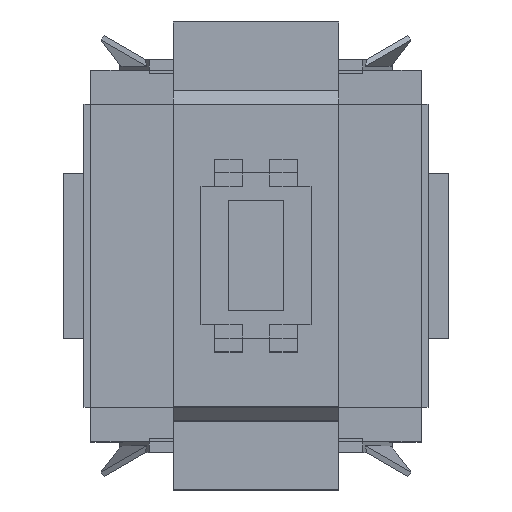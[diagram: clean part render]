
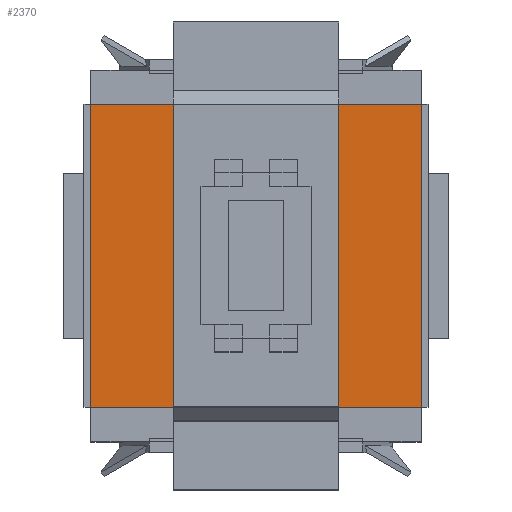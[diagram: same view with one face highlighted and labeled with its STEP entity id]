
A CAD part, top view. The second image highlights one B-rep face of the part: STEP entity #2370.
In plain terms, the highlighted planar face has unit normal (0, 0, 1).
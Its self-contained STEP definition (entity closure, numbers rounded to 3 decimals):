
#2004 = VERTEX_POINT('',#2005);
#2005 = CARTESIAN_POINT('',(-6.,-5.5,6.5));
#2011 = EDGE_CURVE('',#2004,#2012,#2014,.T.);
#2012 = VERTEX_POINT('',#2013);
#2013 = CARTESIAN_POINT('',(6.,-5.5,6.5));
#2014 = LINE('',#2015,#2016);
#2015 = CARTESIAN_POINT('',(-6.,-5.5,6.5));
#2016 = VECTOR('',#2017,1.);
#2017 = DIRECTION('',(1.,0.,0.));
#2353 = VERTEX_POINT('',#2354);
#2354 = CARTESIAN_POINT('',(6.,5.5,6.5));
#2360 = EDGE_CURVE('',#2012,#2353,#2361,.T.);
#2361 = LINE('',#2362,#2363);
#2362 = CARTESIAN_POINT('',(6.,-5.5,6.5));
#2363 = VECTOR('',#2364,1.);
#2364 = DIRECTION('',(0.,1.,0.));
#2370 = ADVANCED_FACE('',(#2371,#2389),#2423,.T.);
#2371 = FACE_BOUND('',#2372,.T.);
#2372 = EDGE_LOOP('',(#2373,#2381,#2382,#2383));
#2373 = ORIENTED_EDGE('',*,*,#2374,.F.);
#2374 = EDGE_CURVE('',#2004,#2375,#2377,.T.);
#2375 = VERTEX_POINT('',#2376);
#2376 = CARTESIAN_POINT('',(-6.,5.5,6.5));
#2377 = LINE('',#2378,#2379);
#2378 = CARTESIAN_POINT('',(-6.,-5.5,6.5));
#2379 = VECTOR('',#2380,1.);
#2380 = DIRECTION('',(0.,1.,0.));
#2381 = ORIENTED_EDGE('',*,*,#2011,.T.);
#2382 = ORIENTED_EDGE('',*,*,#2360,.T.);
#2383 = ORIENTED_EDGE('',*,*,#2384,.F.);
#2384 = EDGE_CURVE('',#2375,#2353,#2385,.T.);
#2385 = LINE('',#2386,#2387);
#2386 = CARTESIAN_POINT('',(-6.,5.5,6.5));
#2387 = VECTOR('',#2388,1.);
#2388 = DIRECTION('',(1.,0.,0.));
#2389 = FACE_BOUND('',#2390,.T.);
#2390 = EDGE_LOOP('',(#2391,#2401,#2409,#2417));
#2391 = ORIENTED_EDGE('',*,*,#2392,.T.);
#2392 = EDGE_CURVE('',#2393,#2395,#2397,.T.);
#2393 = VERTEX_POINT('',#2394);
#2394 = CARTESIAN_POINT('',(3.,-5.493,6.5));
#2395 = VERTEX_POINT('',#2396);
#2396 = CARTESIAN_POINT('',(-3.,-5.493,6.5));
#2397 = LINE('',#2398,#2399);
#2398 = CARTESIAN_POINT('',(-3.25,-5.493,6.5));
#2399 = VECTOR('',#2400,1.);
#2400 = DIRECTION('',(-1.,0.,0.));
#2401 = ORIENTED_EDGE('',*,*,#2402,.T.);
#2402 = EDGE_CURVE('',#2395,#2403,#2405,.T.);
#2403 = VERTEX_POINT('',#2404);
#2404 = CARTESIAN_POINT('',(-3.,5.493,6.5));
#2405 = LINE('',#2406,#2407);
#2406 = CARTESIAN_POINT('',(-3.,-6.,6.5));
#2407 = VECTOR('',#2408,1.);
#2408 = DIRECTION('',(0.,1.,0.));
#2409 = ORIENTED_EDGE('',*,*,#2410,.F.);
#2410 = EDGE_CURVE('',#2411,#2403,#2413,.T.);
#2411 = VERTEX_POINT('',#2412);
#2412 = CARTESIAN_POINT('',(3.,5.493,6.5));
#2413 = LINE('',#2414,#2415);
#2414 = CARTESIAN_POINT('',(-3.25,5.493,6.5));
#2415 = VECTOR('',#2416,1.);
#2416 = DIRECTION('',(-1.,0.,0.));
#2417 = ORIENTED_EDGE('',*,*,#2418,.F.);
#2418 = EDGE_CURVE('',#2393,#2411,#2419,.T.);
#2419 = LINE('',#2420,#2421);
#2420 = CARTESIAN_POINT('',(3.,-6.,6.5));
#2421 = VECTOR('',#2422,1.);
#2422 = DIRECTION('',(0.,1.,0.));
#2423 = PLANE('',#2424);
#2424 = AXIS2_PLACEMENT_3D('',#2425,#2426,#2427);
#2425 = CARTESIAN_POINT('',(-6.,-5.5,6.5));
#2426 = DIRECTION('',(0.,0.,1.));
#2427 = DIRECTION('',(1.,0.,-0.));
